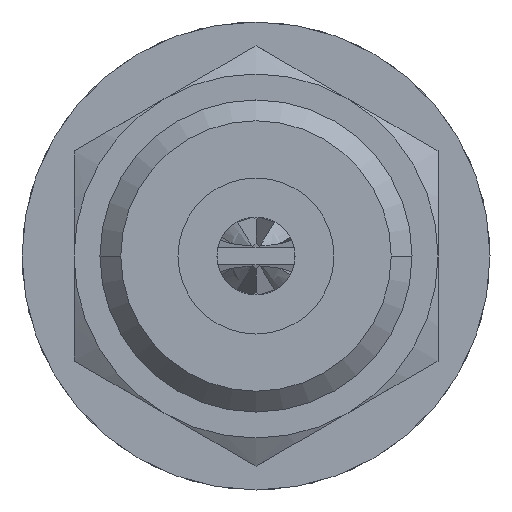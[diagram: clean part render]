
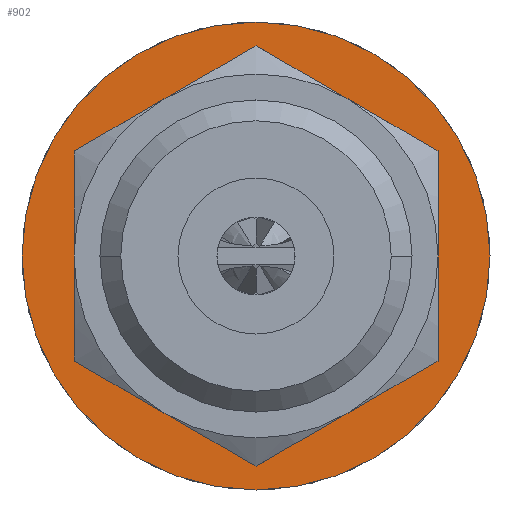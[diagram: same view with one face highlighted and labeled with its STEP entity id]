
A CAD part, front view. The second image highlights one B-rep face of the part: STEP entity #902.
In plain terms, the highlighted planar face has unit normal (0, -1, 0).
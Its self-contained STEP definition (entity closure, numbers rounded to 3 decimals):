
#37 = CARTESIAN_POINT ( 'NONE',  ( 0., -23., 0. ) ) ;
#186 = ORIENTED_EDGE ( 'NONE', *, *, #3287, .F. ) ;
#257 = VERTEX_POINT ( 'NONE', #2468 ) ;
#321 = DIRECTION ( 'NONE',  ( 0., 1., 0. ) ) ;
#343 = CIRCLE ( 'NONE', #2374, 9. ) ;
#473 = CARTESIAN_POINT ( 'NONE',  ( 0., -23., 9. ) ) ;
#502 = DIRECTION ( 'NONE',  ( 0., 0., -1. ) ) ;
#568 = PLANE ( 'NONE',  #2448 ) ;
#611 = CARTESIAN_POINT ( 'NONE',  ( 0., -23., -6. ) ) ;
#710 = EDGE_LOOP ( 'NONE', ( #186, #1340 ) ) ;
#897 = DIRECTION ( 'NONE',  ( 0., 1., 0. ) ) ;
#902 = ADVANCED_FACE ( 'Defeature ausgef�hrt1_2', ( #1619, #3286 ), #568, .F. ) ;
#918 = DIRECTION ( 'NONE',  ( 0., 1., 0. ) ) ;
#953 = CARTESIAN_POINT ( 'NONE',  ( 0., -23., 6. ) ) ;
#981 = EDGE_CURVE ( 'Defeature ausgef�hrt1_3+Defeature ausgef�hrt1_2+Defeature ausgef�hrt1_2+Defeature ausgef�hrt1_2', #2286, #257, #1903, .T. ) ;
#1166 = CARTESIAN_POINT ( 'NONE',  ( 0., -23., 0. ) ) ;
#1263 = ORIENTED_EDGE ( 'NONE', *, *, #2634, .T. ) ;
#1340 = ORIENTED_EDGE ( 'NONE', *, *, #981, .F. ) ;
#1392 = DIRECTION ( 'NONE',  ( 0., 0., -1. ) ) ;
#1407 = CARTESIAN_POINT ( 'NONE',  ( 6., -23., 0. ) ) ;
#1423 = CIRCLE ( 'NONE', #1496, 6. ) ;
#1475 = EDGE_LOOP ( 'NONE', ( #1263, #1693 ) ) ;
#1496 = AXIS2_PLACEMENT_3D ( 'NONE', #1166, #918, #1953 ) ;
#1619 = FACE_OUTER_BOUND ( 'NONE', #710, .T. ) ;
#1665 = DIRECTION ( 'NONE',  ( 0., 0., -1. ) ) ;
#1693 = ORIENTED_EDGE ( 'NONE', *, *, #2071, .T. ) ;
#1903 = CIRCLE ( 'NONE', #2926, 9. ) ;
#1953 = DIRECTION ( 'NONE',  ( 0., 0., -1. ) ) ;
#2052 = VERTEX_POINT ( 'NONE', #611 ) ;
#2071 = EDGE_CURVE ( 'Defeature ausgef�hrt1_2+Defeature ausgef�hrt1_0+Defeature ausgef�hrt1_0+Defeature ausgef�hrt1_0', #2101, #2052, #2988, .T. ) ;
#2101 = VERTEX_POINT ( 'NONE', #953 ) ;
#2105 = DIRECTION ( 'NONE',  ( 0., 1., 0. ) ) ;
#2152 = CARTESIAN_POINT ( 'NONE',  ( 0., -23., 0. ) ) ;
#2192 = DIRECTION ( 'NONE',  ( 0., 0., -1. ) ) ;
#2286 = VERTEX_POINT ( 'NONE', #473 ) ;
#2374 = AXIS2_PLACEMENT_3D ( 'NONE', #2152, #2105, #502 ) ;
#2448 = AXIS2_PLACEMENT_3D ( 'NONE', #1407, #321, #2192 ) ;
#2454 = AXIS2_PLACEMENT_3D ( 'NONE', #3240, #897, #1392 ) ;
#2468 = CARTESIAN_POINT ( 'NONE',  ( 0., -23., -9. ) ) ;
#2634 = EDGE_CURVE ( 'Defeature ausgef�hrt1_2+Defeature ausgef�hrt1_0+Defeature ausgef�hrt1_0+Defeature ausgef�hrt1_0', #2052, #2101, #1423, .T. ) ;
#2926 = AXIS2_PLACEMENT_3D ( 'NONE', #37, #2951, #1665 ) ;
#2951 = DIRECTION ( 'NONE',  ( 0., 1., 0. ) ) ;
#2988 = CIRCLE ( 'NONE', #2454, 6. ) ;
#3240 = CARTESIAN_POINT ( 'NONE',  ( 0., -23., 0. ) ) ;
#3286 = FACE_BOUND ( 'NONE', #1475, .T. ) ;
#3287 = EDGE_CURVE ( 'Defeature ausgef�hrt1_3+Defeature ausgef�hrt1_2+Defeature ausgef�hrt1_2+Defeature ausgef�hrt1_2', #257, #2286, #343, .T. ) ;
